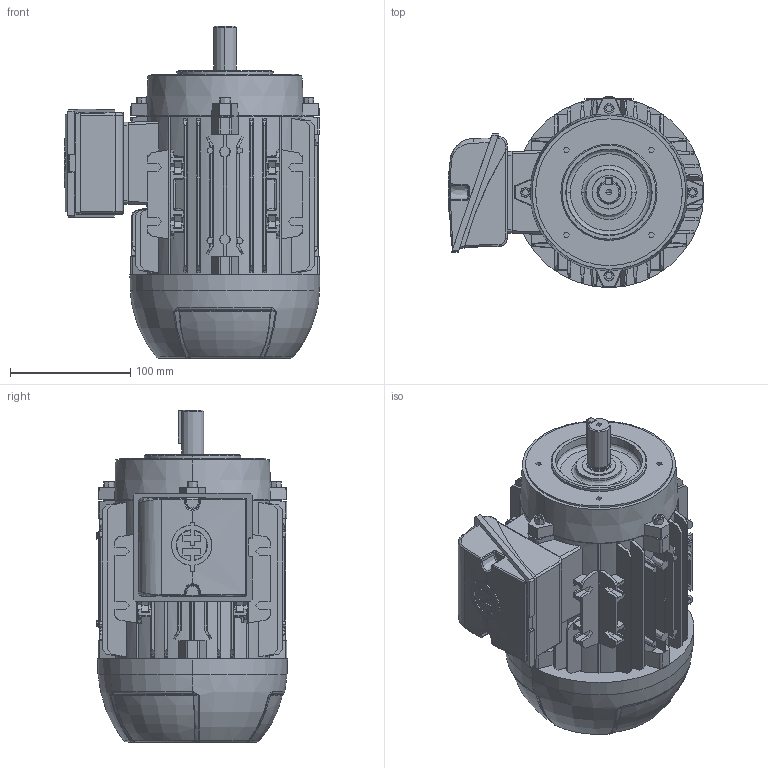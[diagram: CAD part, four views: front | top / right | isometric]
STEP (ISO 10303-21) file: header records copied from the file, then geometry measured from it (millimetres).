
FILE_DESCRIPTION (( 'STEP AP203' ), '1' );
FILE_NAME ('80M_SP_DI_RIGHT.STEP', '2021-11-05T12:48:55', ( '' ), ( '' ), 'SwSTEP 2.0', 'SolidWorks 2018', '' );
FILE_SCHEMA (( 'CONFIG_CONTROL_DESIGN' ));
Length unit declared in the file: millimetre
Products named in the file (28): Parafuso Altracs M5; 105011241; 500014957B; EIXO IEC 80_50.5087.043; 105007077; EIXO IEC 80; Parafuso Altracs M5_10.5011.286 x 22; 80M_SP_DI_RIGHT; 105024-PLACA DE DADOS_10.5024.424; 105033022; 500014959; 105006192; 105006192_50.5307.040; 105032001; 500014959_10.5007.078; 500014957B_10.5007.074; 105035111; 105024-PLACA DE DADOS; 105032001_10.5032.006-6-6x28; 105035111_505007594- C-Din PadrÆo 
Assembly tree (17 placements, depth 2):
  Parafuso Altracs M5
  500014957B
  Parafuso Altracs M5
  Parafuso Altracs M5
  105007077
Bounding box: 212.79 x 158.85 x 276 mm (x, y, z)
Volume: 3962826.8 mm3; surface area: 364870.6 mm2
Topology: 17 solids, 17 shells, 1962 faces, 5145 edges, 3297 vertices
Faces by surface type: plane 919, cylinder 452, bspline 267, cone 194, torus 78, sphere 52
Entity records: 68570 total; most frequent: CARTESIAN_POINT 24187, ORIENTED_EDGE 9600, DIRECTION 7610, EDGE_CURVE 4800, VERTEX_POINT 3096, AXIS2_PLACEMENT_3D 2548, VECTOR 2514, LINE 2514
